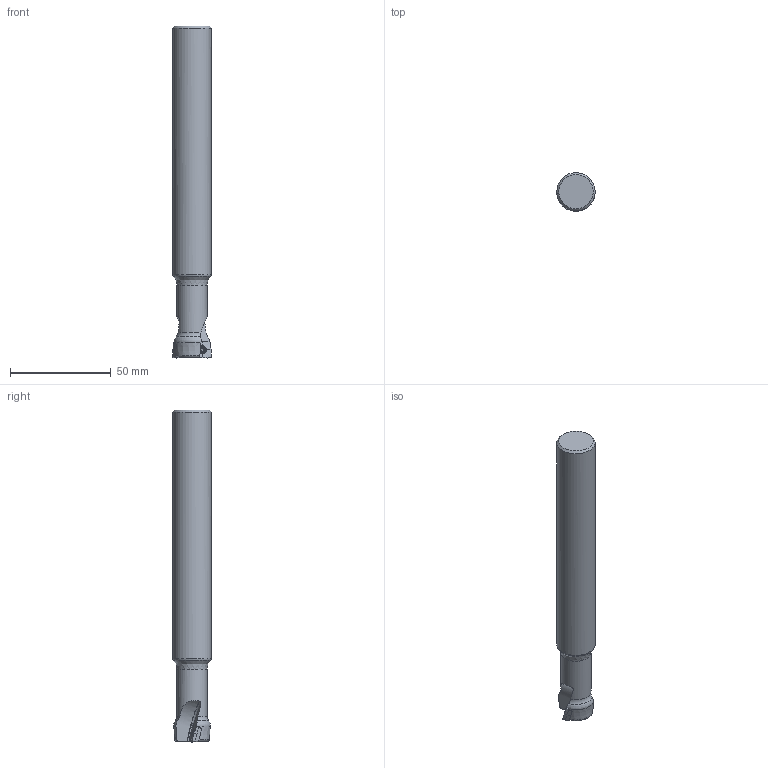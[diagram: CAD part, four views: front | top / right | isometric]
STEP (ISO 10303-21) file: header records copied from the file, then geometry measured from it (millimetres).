
FILE_DESCRIPTION(/* description */ (''),/* implementation_level */ '2;1');
FILE_NAME(/* name */ 'toolassembly_1.stp',/* time_stamp */ '2018-06-25T15:01:50+02:00',/* author */ (''),/* organization */ ('SMS'),/* preprocessor_version */ 'ST-DEVELOPER v15',/* originating_system */ 'SIEMENS PLM Software NX 8.5',/* authorisation */ '');
FILE_SCHEMA (('AUTOMOTIVE_DESIGN { 1 0 10303 214 3 1 1 1 }'));
Length unit declared in the file: millimetre
Products named in the file (4): ASSEMBLY_CONSTRUCTION; CUT_20180625150044; NOCUT_20180625150041; TOOLASSEMBLY_1
Assembly tree (4 placements, depth 2):
  TOOLASSEMBLY_1
    NOCUT_20180625150041
    CUT_20180625150044  x2
    ASSEMBLY_CONSTRUCTION
Bounding box: 19.05 x 19.04 x 165.1 mm (x, y, z)
Volume: 42010.8 mm3; surface area: 10601.8 mm2
Topology: 3 solids, 3 shells, 170 faces, 474 edges, 317 vertices
Faces by surface type: plane 64, bspline 28, extrusion 24, cone 22, torus 15, cylinder 12, sphere 4, revolution 1
Full cylindrical faces by diameter (mm): 2.5 x2, 2.8 x2, 3.45 x2, 15.05 x1, 19.05 x1
Entity records: 15279 total; most frequent: CARTESIAN_POINT 11687, ORIENTED_EDGE 742, DIRECTION 639, EDGE_CURVE 371, AXIS2_PLACEMENT_3D 264, VERTEX_POINT 251, EDGE_LOOP 174, B_SPLINE_CURVE_WITH_KNOTS 166
